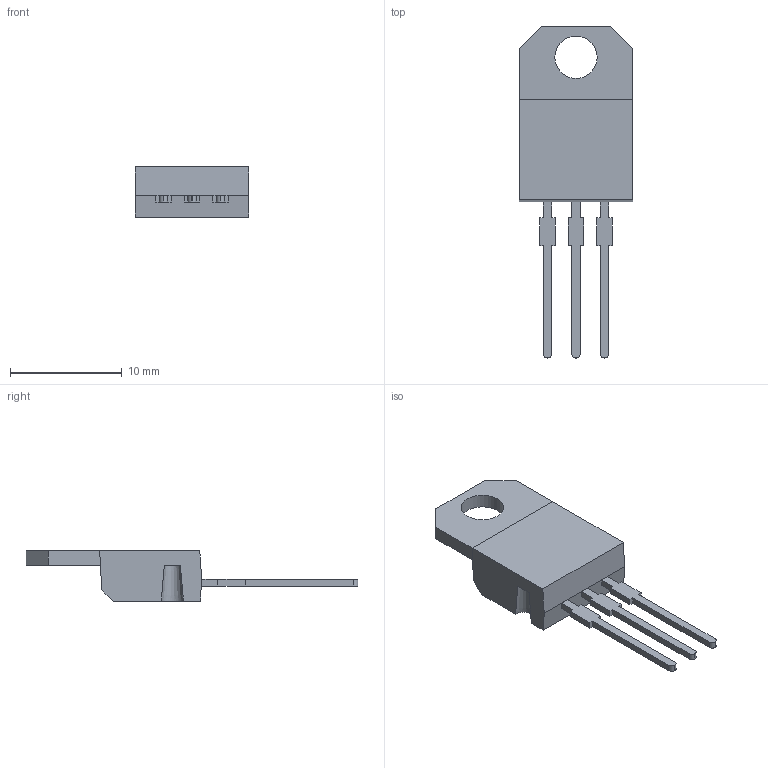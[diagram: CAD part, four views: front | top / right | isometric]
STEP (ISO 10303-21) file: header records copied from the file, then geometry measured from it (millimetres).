
FILE_DESCRIPTION(/* description */ (''),/* implementation_level */ '2;1');
FILE_NAME(/* name */ 'STMicroelectronics TIP31C.stp',/* time_stamp */ '2019-06-26T03:00:16+02:00',/* author */ ('BMT'),/* organization */ (''),/* preprocessor_version */ 'ST-DEVELOPER v16.5',/* originating_system */ 'Autodesk Inventor 2017',/* authorisation */ '');
FILE_SCHEMA (('AUTOMOTIVE_DESIGN { 1 0 10303 214 3 1 1 }'));
Length unit declared in the file: millimetre
Products named in the file (4): STMicroelectronics TIP31C; STMicroelectronics TIP31C 1; STMicroelectronics TIP31C 2; STMicroelectronics TIP31C 3
Assembly tree (5 placements, depth 2):
  STMicroelectronics TIP31C
    STMicroelectronics TIP31C 1
    STMicroelectronics TIP31C 2
    STMicroelectronics TIP31C 3  x3
Bounding box: 10.2 x 29.75 x 4.5 mm (x, y, z)
Volume: 486.4 mm3; surface area: 639.7 mm2
Topology: 5 solids, 5 shells, 299 faces, 789 edges, 526 vertices
Faces by surface type: plane 175, bspline 113, cylinder 9, cone 2
Full cylindrical faces by diameter (mm): 0.607 x1, 0.894 x1, 3.8 x1
Entity records: 9231 total; most frequent: CARTESIAN_POINT 3213, ORIENTED_EDGE 1404, DIRECTION 816, EDGE_CURVE 702, VERTEX_POINT 470, LINE 462, VECTOR 462, EDGE_LOOP 298
